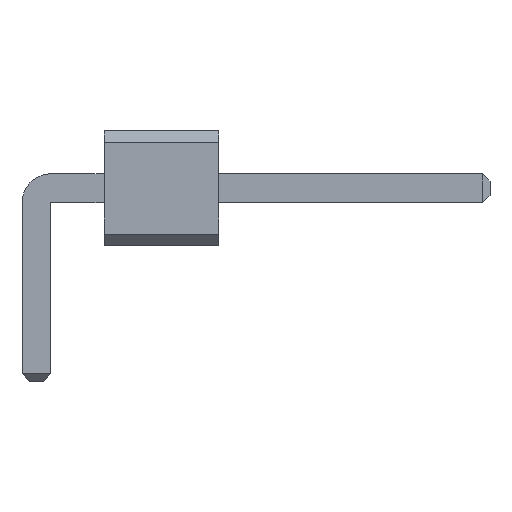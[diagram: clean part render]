
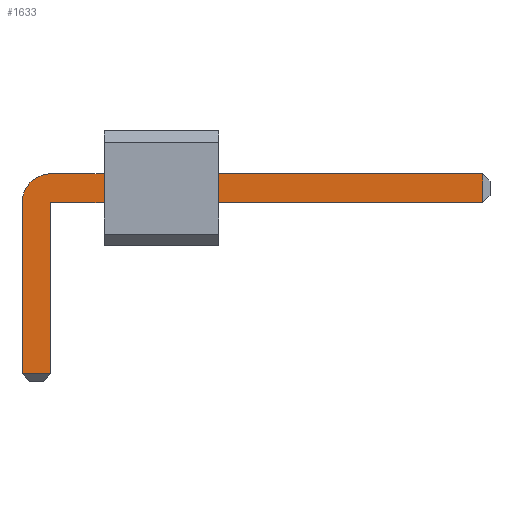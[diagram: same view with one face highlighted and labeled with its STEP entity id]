
A CAD part, front view. The second image highlights one B-rep face of the part: STEP entity #1633.
In plain terms, the highlighted planar face has unit normal (0, -1, 0).
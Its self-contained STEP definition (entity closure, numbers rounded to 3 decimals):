
#13=DIRECTION('',(0.,0.,1.));
#670=VECTOR('',#13,1.);
#1320=VECTOR('',#1321,1.);
#1321=DIRECTION('',(0.,0.,-1.));
#1435=VECTOR('',#1436,1.);
#1436=DIRECTION('',(1.,0.,0.));
#1448=VECTOR('',#1449,1.);
#1449=DIRECTION('',(-1.,0.,0.));
#1470=DIRECTION('',(-0.,1.,0.));
#1474=DIRECTION('',(0.,1.,0.));
#1475=DIRECTION('',(1.,0.,0.));
#1482=VERTEX_POINT('',#1483);
#1483=CARTESIAN_POINT('',(0.32,-25.72,1.59));
#1485=ORIENTED_EDGE('',*,*,#1486,.T.);
#1486=EDGE_CURVE('',#1482,#1487,#1489,.T.);
#1487=VERTEX_POINT('',#1488);
#1488=CARTESIAN_POINT('',(9.88,-25.72,1.59));
#1489=LINE('',#1490,#1435);
#1490=CARTESIAN_POINT('',(-0.32,-25.72,1.59));
#1528=EDGE_CURVE('',#1529,#1482,#1531,.T.);
#1529=VERTEX_POINT('',#1530);
#1530=CARTESIAN_POINT('',(-0.32,-25.72,0.95));
#1531=CIRCLE('',#1532,0.64);
#1532=AXIS2_PLACEMENT_3D('',#1533,#1470,#1321);
#1533=CARTESIAN_POINT('',(0.32,-25.72,0.95));
#1545=VERTEX_POINT('',#1546);
#1546=CARTESIAN_POINT('',(9.88,-25.72,0.95));
#1548=ORIENTED_EDGE('',*,*,#1549,.T.);
#1549=EDGE_CURVE('',#1545,#1550,#1551,.T.);
#1550=VERTEX_POINT('',#1533);
#1551=LINE('',#1552,#1448);
#1552=CARTESIAN_POINT('',(10.04,-25.72,0.95));
#1564=VERTEX_POINT('',#1565);
#1565=CARTESIAN_POINT('',(-0.32,-25.72,-2.84));
#1567=ORIENTED_EDGE('',*,*,#1568,.T.);
#1568=EDGE_CURVE('',#1564,#1529,#1569,.T.);
#1569=LINE('',#1570,#670);
#1570=CARTESIAN_POINT('',(-0.32,-25.72,-3.));
#1578=ORIENTED_EDGE('',*,*,#1579,.T.);
#1579=EDGE_CURVE('',#1550,#1580,#1582,.T.);
#1580=VERTEX_POINT('',#1581);
#1581=CARTESIAN_POINT('',(0.32,-25.72,-2.84));
#1582=LINE('',#1533,#1320);
#1633=ADVANCED_FACE('',(#1634),#1643,.F.);
#1634=FACE_BOUND('',#1635,.F.);
#1635=EDGE_LOOP('',(#1485,#1636,#1548,#1578,#1639,#1567,#1642));
#1636=ORIENTED_EDGE('',*,*,#1637,.T.);
#1637=EDGE_CURVE('',#1487,#1545,#1638,.T.);
#1638=LINE('',#1488,#1320);
#1639=ORIENTED_EDGE('',*,*,#1640,.T.);
#1640=EDGE_CURVE('',#1580,#1564,#1641,.T.);
#1641=LINE('',#1581,#1448);
#1642=ORIENTED_EDGE('',*,*,#1528,.T.);
#1643=PLANE('',#1644);
#1644=AXIS2_PLACEMENT_3D('',#1645,#1474,#1475);
#1645=CARTESIAN_POINT('',(3.576,-25.72,0.579));
